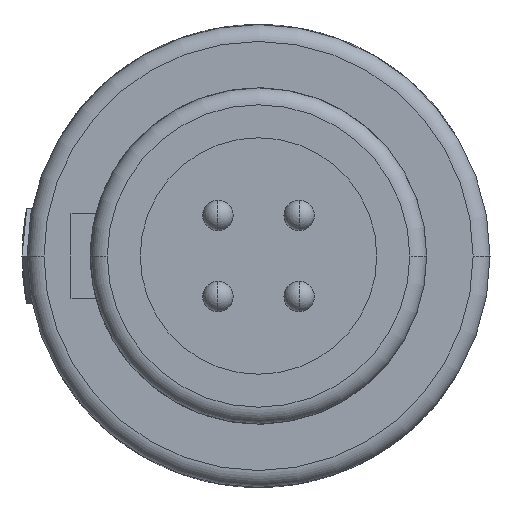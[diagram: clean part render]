
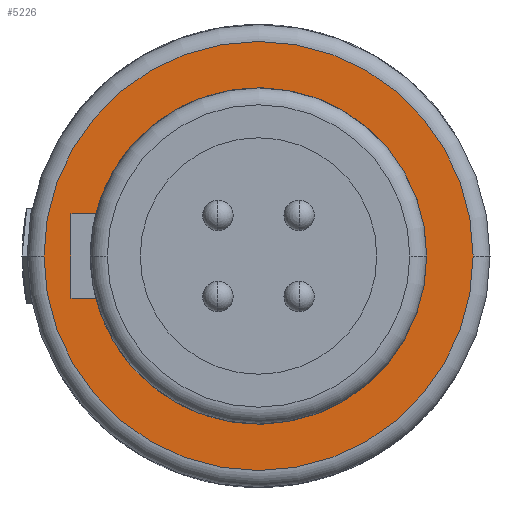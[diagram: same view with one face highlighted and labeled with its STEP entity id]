
A CAD part, left-side view. The second image highlights one B-rep face of the part: STEP entity #5226.
In plain terms, the highlighted planar face has unit normal (-1, 0, 0).
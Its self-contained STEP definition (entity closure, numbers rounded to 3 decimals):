
#1730=CARTESIAN_POINT('',(-6.7,0.,0.));
#1731=DIRECTION('',(-1.,0.,0.));
#1732=DIRECTION('',(0.,-1.,0.));
#1733=AXIS2_PLACEMENT_3D('',#1730,#1731,#1732);
#1735=CARTESIAN_POINT('',(-6.7,0.,0.));
#1736=DIRECTION('',(-1.,0.,0.));
#1737=DIRECTION('',(0.,1.,0.));
#1738=AXIS2_PLACEMENT_3D('',#1735,#1736,#1737);
#1740=DIRECTION('',(0.,1.,0.));
#1741=VECTOR('',#1740,0.735);
#1742=CARTESIAN_POINT('',(-6.7,4.815,-1.25));
#1743=LINE('',#1742,#1741);
#1744=DIRECTION('',(0.,1.,0.));
#1745=VECTOR('',#1744,0.735);
#1746=CARTESIAN_POINT('',(-6.7,4.815,1.25));
#1747=LINE('',#1746,#1745);
#1748=DIRECTION('',(0.,0.,1.));
#1749=VECTOR('',#1748,2.5);
#1750=CARTESIAN_POINT('',(-6.7,5.55,-1.25));
#1751=LINE('',#1750,#1749);
#1777=CARTESIAN_POINT('',(-6.7,0.,0.));
#1778=DIRECTION('',(1.,0.,0.));
#1779=DIRECTION('',(0.,0.968,0.251));
#1780=AXIS2_PLACEMENT_3D('',#1777,#1778,#1779);
#1814=CARTESIAN_POINT('',(-6.7,0.,0.));
#1815=DIRECTION('',(-1.,0.,0.));
#1816=DIRECTION('',(0.,0.968,-0.251));
#1817=AXIS2_PLACEMENT_3D('',#1814,#1815,#1816);
#2601=CARTESIAN_POINT('',(-6.7,-6.35,0.));
#2602=CARTESIAN_POINT('',(-6.7,6.35,0.));
#2603=VERTEX_POINT('',#2601);
#2604=VERTEX_POINT('',#2602);
#2617=CARTESIAN_POINT('',(-6.7,-4.975,0.));
#2618=VERTEX_POINT('',#2617);
#2945=CARTESIAN_POINT('',(-6.7,4.815,-1.25));
#2946=CARTESIAN_POINT('',(-6.7,5.55,-1.25));
#2947=VERTEX_POINT('',#2945);
#2948=VERTEX_POINT('',#2946);
#2949=CARTESIAN_POINT('',(-6.7,4.815,1.25));
#2950=CARTESIAN_POINT('',(-6.7,5.55,1.25));
#2951=VERTEX_POINT('',#2949);
#2952=VERTEX_POINT('',#2950);
#5204=CARTESIAN_POINT('',(-6.7,0.,0.));
#5205=DIRECTION('',(1.,0.,0.));
#5206=DIRECTION('',(0.,-1.,0.));
#5207=AXIS2_PLACEMENT_3D('',#5204,#5205,#5206);
#5208=PLANE('',#5207);
#5210=ORIENTED_EDGE('',*,*,#5209,.F.);
#5211=ORIENTED_EDGE('',*,*,#5187,.F.);
#5212=EDGE_LOOP('',(#5210,#5211));
#5213=FACE_OUTER_BOUND('',#5212,.F.);
#5215=ORIENTED_EDGE('',*,*,#5214,.F.);
#5217=ORIENTED_EDGE('',*,*,#5216,.T.);
#5219=ORIENTED_EDGE('',*,*,#5218,.F.);
#5221=ORIENTED_EDGE('',*,*,#5220,.T.);
#5223=ORIENTED_EDGE('',*,*,#5222,.F.);
#5224=EDGE_LOOP('',(#5215,#5217,#5219,#5221,#5223));
#5225=FACE_BOUND('',#5224,.F.);
#1734=CIRCLE('',#1733,6.35);
#1739=CIRCLE('',#1738,6.35);
#1781=CIRCLE('',#1780,4.975);
#1818=CIRCLE('',#1817,4.975);
#5187=EDGE_CURVE('',#2604,#2603,#1739,.T.);
#5209=EDGE_CURVE('',#2603,#2604,#1734,.T.);
#5214=EDGE_CURVE('',#2947,#2948,#1743,.T.);
#5216=EDGE_CURVE('',#2947,#2618,#1818,.T.);
#5218=EDGE_CURVE('',#2951,#2618,#1781,.T.);
#5220=EDGE_CURVE('',#2951,#2952,#1747,.T.);
#5222=EDGE_CURVE('',#2948,#2952,#1751,.T.);
#5226=ADVANCED_FACE('',(#5213,#5225),#5208,.F.);
